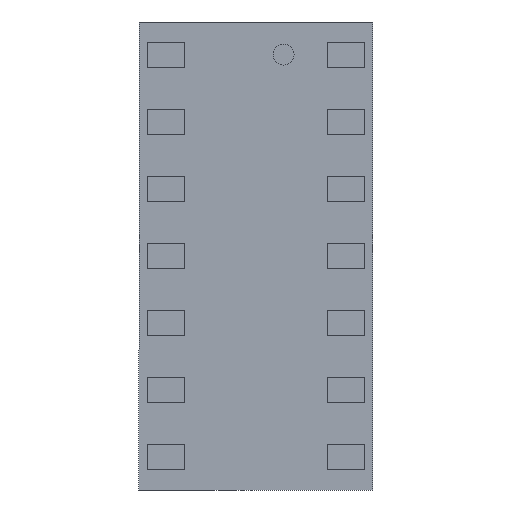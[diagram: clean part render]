
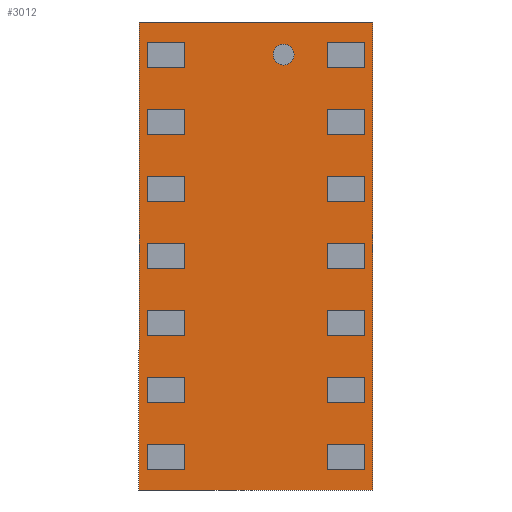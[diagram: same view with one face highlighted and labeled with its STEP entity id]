
A CAD part, front view. The second image highlights one B-rep face of the part: STEP entity #3012.
In plain terms, the highlighted planar face has unit normal (0, -1, 0).
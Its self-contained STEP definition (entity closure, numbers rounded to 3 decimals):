
#31 = EDGE_LOOP ( 'NONE', ( #1581 ) ) ;
#97 = DIRECTION ( 'NONE',  ( 0., 1., 0. ) ) ;
#100 = CARTESIAN_POINT ( 'NONE',  ( 1.4, -0.15, 2.8 ) ) ;
#278 = LINE ( 'NONE', #3429, #2006 ) ;
#403 = VECTOR ( 'NONE', #4062, 1000. ) ;
#547 = VERTEX_POINT ( 'NONE', #2530 ) ;
#554 = CARTESIAN_POINT ( 'NONE',  ( -1.4, -0.15, -2.8 ) ) ;
#599 = ORIENTED_EDGE ( 'NONE', *, *, #3686, .F. ) ;
#645 = VECTOR ( 'NONE', #1865, 1000. ) ;
#689 = ORIENTED_EDGE ( 'NONE', *, *, #2541, .F. ) ;
#695 = DIRECTION ( 'NONE',  ( 0., -1., 0. ) ) ;
#1051 = CARTESIAN_POINT ( 'NONE',  ( 0., -0.15, 0. ) ) ;
#1202 = EDGE_LOOP ( 'NONE', ( #689, #3231, #1465, #599 ) ) ;
#1244 = DIRECTION ( 'NONE',  ( 0., 0., 1. ) ) ;
#1332 = AXIS2_PLACEMENT_3D ( 'NONE', #1051, #97, #2396 ) ;
#1396 = VERTEX_POINT ( 'NONE', #1877 ) ;
#1465 = ORIENTED_EDGE ( 'NONE', *, *, #2872, .F. ) ;
#1527 = LINE ( 'NONE', #2520, #645 ) ;
#1581 = ORIENTED_EDGE ( 'NONE', *, *, #2913, .F. ) ;
#1819 = VERTEX_POINT ( 'NONE', #3442 ) ;
#1865 = DIRECTION ( 'NONE',  ( 0., 0., -1. ) ) ;
#1877 = CARTESIAN_POINT ( 'NONE',  ( 0.33, -0.15, 2.285 ) ) ;
#2006 = VECTOR ( 'NONE', #3752, 1000. ) ;
#2056 = PLANE ( 'NONE',  #1332 ) ;
#2171 = LINE ( 'NONE', #3717, #403 ) ;
#2269 = VERTEX_POINT ( 'NONE', #100 ) ;
#2317 = AXIS2_PLACEMENT_3D ( 'NONE', #2672, #695, #2995 ) ;
#2396 = DIRECTION ( 'NONE',  ( 0., 0., 1. ) ) ;
#2520 = CARTESIAN_POINT ( 'NONE',  ( 1.4, -0.15, -2.8 ) ) ;
#2530 = CARTESIAN_POINT ( 'NONE',  ( 1.4, -0.15, -2.8 ) ) ;
#2541 = EDGE_CURVE ( 'NONE', #2269, #547, #1527, .T. ) ;
#2672 = CARTESIAN_POINT ( 'NONE',  ( 0.33, -0.15, 2.41 ) ) ;
#2872 = EDGE_CURVE ( 'NONE', #3982, #1819, #3111, .T. ) ;
#2913 = EDGE_CURVE ( 'NONE', #1396, #1396, #3482, .T. ) ;
#2995 = DIRECTION ( 'NONE',  ( 0., 0., -1. ) ) ;
#3000 = VECTOR ( 'NONE', #1244, 1000. ) ;
#3012 = ADVANCED_FACE ( 'NONE', ( #4109, #3315 ), #2056, .F. ) ;
#3111 = LINE ( 'NONE', #3559, #3000 ) ;
#3231 = ORIENTED_EDGE ( 'NONE', *, *, #3614, .F. ) ;
#3315 = FACE_OUTER_BOUND ( 'NONE', #1202, .T. ) ;
#3429 = CARTESIAN_POINT ( 'NONE',  ( -1.4, -0.15, 2.8 ) ) ;
#3442 = CARTESIAN_POINT ( 'NONE',  ( -1.4, -0.15, 2.8 ) ) ;
#3482 = CIRCLE ( 'NONE', #2317, 0.125 ) ;
#3559 = CARTESIAN_POINT ( 'NONE',  ( -1.4, -0.15, -2.8 ) ) ;
#3614 = EDGE_CURVE ( 'NONE', #1819, #2269, #278, .T. ) ;
#3686 = EDGE_CURVE ( 'NONE', #547, #3982, #2171, .T. ) ;
#3717 = CARTESIAN_POINT ( 'NONE',  ( -1.4, -0.15, -2.8 ) ) ;
#3752 = DIRECTION ( 'NONE',  ( 1., 0., 0. ) ) ;
#3982 = VERTEX_POINT ( 'NONE', #554 ) ;
#4062 = DIRECTION ( 'NONE',  ( -1., 0., 0. ) ) ;
#4109 = FACE_BOUND ( 'NONE', #31, .T. ) ;
